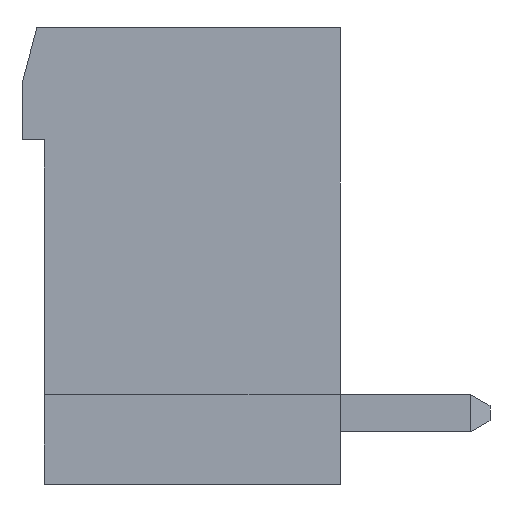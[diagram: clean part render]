
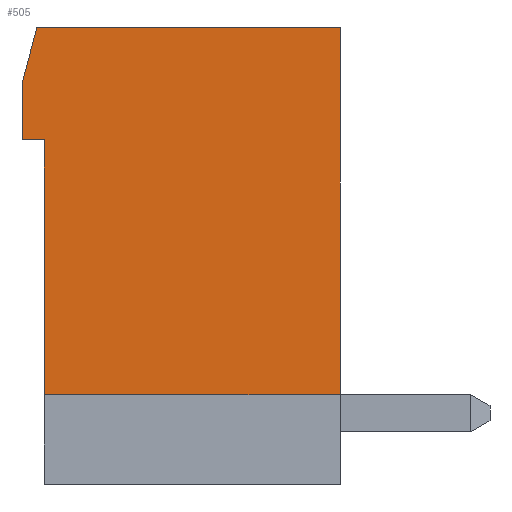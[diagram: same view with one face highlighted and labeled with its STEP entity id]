
A CAD part, front view. The second image highlights one B-rep face of the part: STEP entity #505.
In plain terms, the highlighted planar face has unit normal (0, -1, 0).
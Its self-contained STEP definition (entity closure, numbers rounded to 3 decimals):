
#505 = ADVANCED_FACE( '', ( #1063 ), #1064, .F. );
#1063 = FACE_OUTER_BOUND( '', #1655, .T. );
#1064 = PLANE( '', #1656 );
#1655 = EDGE_LOOP( '', ( #3125, #3126, #3127, #3128, #3129, #3130, #3131 ) );
#1656 = AXIS2_PLACEMENT_3D( '', #3132, #3133, #3134 );
#3125 = ORIENTED_EDGE( '', *, *, #3562, .T. );
#3126 = ORIENTED_EDGE( '', *, *, #3906, .T. );
#3127 = ORIENTED_EDGE( '', *, *, #3592, .T. );
#3128 = ORIENTED_EDGE( '', *, *, #3972, .T. );
#3129 = ORIENTED_EDGE( '', *, *, #3519, .T. );
#3130 = ORIENTED_EDGE( '', *, *, #3702, .T. );
#3131 = ORIENTED_EDGE( '', *, *, #3904, .T. );
#3132 = CARTESIAN_POINT( '', ( 191.4, -44.72, -3. ) );
#3133 = DIRECTION( '', ( 0., 1., 0. ) );
#3134 = DIRECTION( '', ( 0., 0., -1. ) );
#3519 = EDGE_CURVE( '', #4223, #4221, #4224, .T. );
#3562 = EDGE_CURVE( '', #4305, #4303, #4306, .T. );
#3592 = EDGE_CURVE( '', #4358, #4356, #4359, .T. );
#3702 = EDGE_CURVE( '', #4221, #4547, #4549, .T. );
#3904 = EDGE_CURVE( '', #4547, #4305, #4821, .T. );
#3906 = EDGE_CURVE( '', #4303, #4358, #4823, .T. );
#3972 = EDGE_CURVE( '', #4356, #4223, #4909, .T. );
#4221 = VERTEX_POINT( '', #5225 );
#4223 = VERTEX_POINT( '', #5228 );
#4224 = LINE( '', #5229, #5230 );
#4303 = VERTEX_POINT( '', #5346 );
#4305 = VERTEX_POINT( '', #5349 );
#4306 = LINE( '', #5350, #5351 );
#4356 = VERTEX_POINT( '', #5423 );
#4358 = VERTEX_POINT( '', #5426 );
#4359 = LINE( '', #5427, #5428 );
#4547 = VERTEX_POINT( '', #5708 );
#4549 = LINE( '', #5711, #5712 );
#4821 = LINE( '', #6114, #6115 );
#4823 = LINE( '', #6117, #6118 );
#4909 = LINE( '', #6244, #6245 );
#5225 = CARTESIAN_POINT( '', ( 191.5, -44.72, -1.493 ) );
#5228 = CARTESIAN_POINT( '', ( 191.9, -44.72, 0. ) );
#5229 = CARTESIAN_POINT( '', ( 191.5, -44.72, -1.493 ) );
#5230 = VECTOR( '', #6499, 1000. );
#5346 = CARTESIAN_POINT( '', ( 192.1, -44.72, -9.8 ) );
#5349 = CARTESIAN_POINT( '', ( 192.1, -44.72, -3. ) );
#5350 = CARTESIAN_POINT( '', ( 192.1, -44.72, -9.8 ) );
#5351 = VECTOR( '', #6541, 1000. );
#5423 = CARTESIAN_POINT( '', ( 200., -44.72, 0. ) );
#5426 = CARTESIAN_POINT( '', ( 200., -44.72, -9.8 ) );
#5427 = CARTESIAN_POINT( '', ( 200., -44.72, 0. ) );
#5428 = VECTOR( '', #6568, 1000. );
#5708 = CARTESIAN_POINT( '', ( 191.5, -44.72, -3. ) );
#5711 = CARTESIAN_POINT( '', ( 191.5, -44.72, -3. ) );
#5712 = VECTOR( '', #6671, 1000. );
#6114 = CARTESIAN_POINT( '', ( 191.9, -44.72, -3. ) );
#6115 = VECTOR( '', #6850, 1000. );
#6117 = CARTESIAN_POINT( '', ( 200., -44.72, -9.8 ) );
#6118 = VECTOR( '', #6851, 1000. );
#6244 = CARTESIAN_POINT( '', ( 191.8, -44.72, 0. ) );
#6245 = VECTOR( '', #6907, 1000. );
#6499 = DIRECTION( '', ( -0.259, 0., -0.966 ) );
#6541 = DIRECTION( '', ( 0., 0., -1. ) );
#6568 = DIRECTION( '', ( 0., 0., 1. ) );
#6671 = DIRECTION( '', ( 0., 0., -1. ) );
#6850 = DIRECTION( '', ( 1., 0., 0. ) );
#6851 = DIRECTION( '', ( 1., 0., 0. ) );
#6907 = DIRECTION( '', ( -1., 0., 0. ) );
